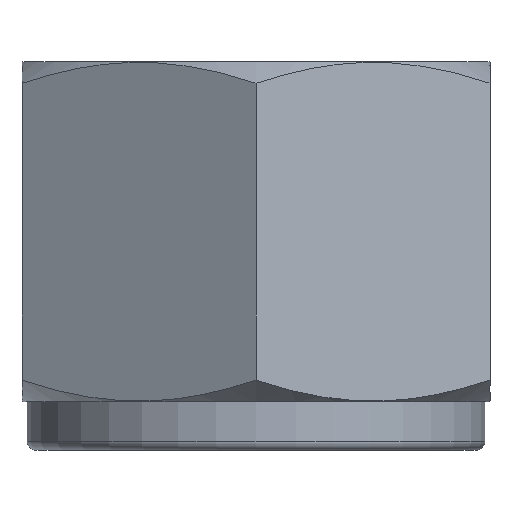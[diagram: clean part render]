
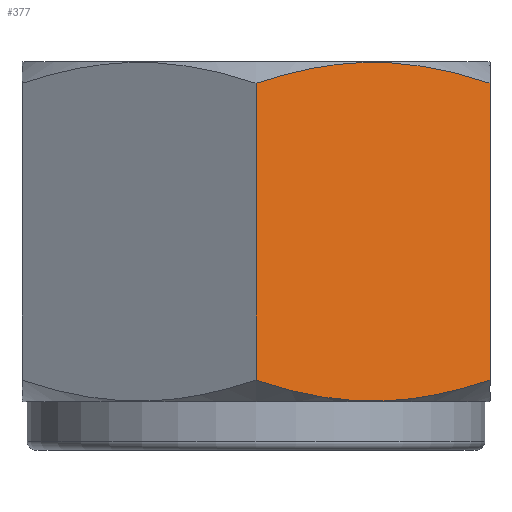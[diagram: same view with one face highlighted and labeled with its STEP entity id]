
A CAD part, front view. The second image highlights one B-rep face of the part: STEP entity #377.
In plain terms, the highlighted planar face has unit normal (0.5, -0.866, 0).
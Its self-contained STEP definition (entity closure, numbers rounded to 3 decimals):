
#15=(
BOUNDED_CURVE()
B_SPLINE_CURVE(2,(#693,#694,#695),.UNSPECIFIED.,.F.,.F.)
B_SPLINE_CURVE_WITH_KNOTS((3,3),(0.,1.577),.UNSPECIFIED.)
CURVE()
GEOMETRIC_REPRESENTATION_ITEM()
RATIONAL_B_SPLINE_CURVE((1.,1.155,1.))
REPRESENTATION_ITEM('')
);
#22=(
BOUNDED_CURVE()
B_SPLINE_CURVE(2,(#722,#723,#724),.UNSPECIFIED.,.F.,.F.)
B_SPLINE_CURVE_WITH_KNOTS((3,3),(0.,1.577),.UNSPECIFIED.)
CURVE()
GEOMETRIC_REPRESENTATION_ITEM()
RATIONAL_B_SPLINE_CURVE((1.,1.155,1.))
REPRESENTATION_ITEM('')
);
#48=PLANE('',#446);
#63=LINE('',#751,#78);
#64=LINE('',#754,#79);
#78=VECTOR('',#549,10.);
#79=VECTOR('',#554,10.);
#107=FACE_OUTER_BOUND('',#138,.T.);
#138=EDGE_LOOP('',(#344,#345,#346,#347));
#183=VERTEX_POINT('',#690);
#184=VERTEX_POINT('',#692);
#189=VERTEX_POINT('',#716);
#191=VERTEX_POINT('',#721);
#228=EDGE_CURVE('',#184,#183,#15,.T.);
#235=EDGE_CURVE('',#191,#189,#22,.T.);
#246=EDGE_CURVE('',#189,#184,#63,.T.);
#247=EDGE_CURVE('',#191,#183,#64,.T.);
#344=ORIENTED_EDGE('',*,*,#228,.T.);
#345=ORIENTED_EDGE('',*,*,#247,.F.);
#346=ORIENTED_EDGE('',*,*,#235,.T.);
#347=ORIENTED_EDGE('',*,*,#246,.T.);
#377=ADVANCED_FACE('',(#107),#48,.T.);
#446=AXIS2_PLACEMENT_3D('',#753,#552,#553);
#549=DIRECTION('',(0.,0.,1.));
#552=DIRECTION('center_axis',(0.5,-0.866,0.));
#553=DIRECTION('ref_axis',(0.866,0.5,0.));
#554=DIRECTION('',(0.,0.,1.));
#690=CARTESIAN_POINT('',(0.,-15.588,21.166));
#692=CARTESIAN_POINT('',(13.5,-7.794,21.166));
#693=CARTESIAN_POINT('Ctrl Pts',(13.5,-7.794,21.166));
#694=CARTESIAN_POINT('Ctrl Pts',(6.75,-11.691,23.416));
#695=CARTESIAN_POINT('Ctrl Pts',(0.,-15.588,
21.166));
#716=CARTESIAN_POINT('',(13.5,-7.794,4.034));
#721=CARTESIAN_POINT('',(0.,-15.588,4.034));
#722=CARTESIAN_POINT('Ctrl Pts',(0.,-15.588,
4.034));
#723=CARTESIAN_POINT('Ctrl Pts',(6.75,-11.691,1.784));
#724=CARTESIAN_POINT('Ctrl Pts',(13.5,-7.794,4.034));
#751=CARTESIAN_POINT('',(13.5,-7.794,2.8));
#753=CARTESIAN_POINT('Origin',(0.,-15.588,2.8));
#754=CARTESIAN_POINT('',(0.,-15.588,2.8));
